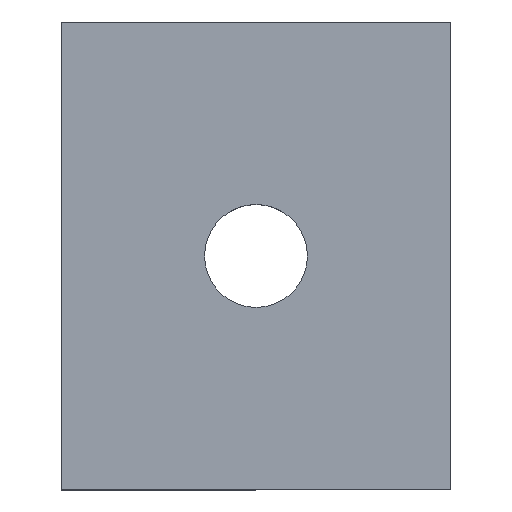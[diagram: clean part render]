
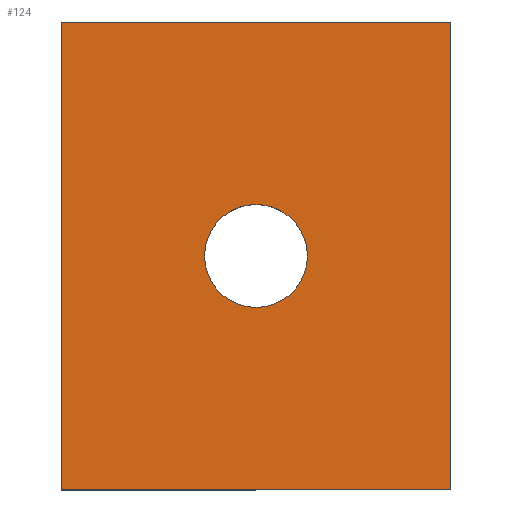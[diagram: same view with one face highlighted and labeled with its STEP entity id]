
A CAD part, top view. The second image highlights one B-rep face of the part: STEP entity #124.
In plain terms, the highlighted planar face has unit normal (0, 0, 1).
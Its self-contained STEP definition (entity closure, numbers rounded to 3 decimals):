
#3 = AXIS2_PLACEMENT_3D ( 'NONE', #176, #130, #133 ) ;
#10 = VECTOR ( 'NONE', #227, 1000. ) ;
#13 = VERTEX_POINT ( 'NONE', #186 ) ;
#17 = CARTESIAN_POINT ( 'NONE',  ( 0., 30., 5. ) ) ;
#23 = EDGE_LOOP ( 'NONE', ( #144, #232 ) ) ;
#35 = DIRECTION ( 'NONE',  ( 1., 0., 0. ) ) ;
#44 = CARTESIAN_POINT ( 'NONE',  ( 0., 0., 5. ) ) ;
#45 = CARTESIAN_POINT ( 'NONE',  ( 9.2, 15., 5. ) ) ;
#47 = EDGE_LOOP ( 'NONE', ( #110, #203, #168, #264 ) ) ;
#53 = CARTESIAN_POINT ( 'NONE',  ( 0., 0., 5. ) ) ;
#56 = CARTESIAN_POINT ( 'NONE',  ( 0., 0., 5. ) ) ;
#59 = LINE ( 'NONE', #56, #217 ) ;
#62 = DIRECTION ( 'NONE',  ( 0., -1., 0. ) ) ;
#65 = CARTESIAN_POINT ( 'NONE',  ( 25., 0., 5. ) ) ;
#70 = EDGE_CURVE ( 'NONE', #205, #188, #107, .T. ) ;
#76 = CIRCLE ( 'NONE', #88, 3.3 ) ;
#82 = DIRECTION ( 'NONE',  ( 1., 0., 0. ) ) ;
#88 = AXIS2_PLACEMENT_3D ( 'NONE', #118, #127, #138 ) ;
#107 = LINE ( 'NONE', #216, #10 ) ;
#110 = ORIENTED_EDGE ( 'NONE', *, *, #159, .T. ) ;
#111 = CARTESIAN_POINT ( 'NONE',  ( 12.5, 15., 5. ) ) ;
#113 = DIRECTION ( 'NONE',  ( 0., 0., 1. ) ) ;
#118 = CARTESIAN_POINT ( 'NONE',  ( 12.5, 15., 5. ) ) ;
#123 = CARTESIAN_POINT ( 'NONE',  ( 25., 30., 5. ) ) ;
#124 = ADVANCED_FACE ( 'NONE', ( #272, #248 ), #140, .F. ) ;
#127 = DIRECTION ( 'NONE',  ( 0., 0., 1. ) ) ;
#130 = DIRECTION ( 'NONE',  ( 0., 0., -1. ) ) ;
#133 = DIRECTION ( 'NONE',  ( -1., 0., 0. ) ) ;
#138 = DIRECTION ( 'NONE',  ( 1., 0., 0. ) ) ;
#140 = PLANE ( 'NONE',  #3 ) ;
#144 = ORIENTED_EDGE ( 'NONE', *, *, #184, .F. ) ;
#156 = VERTEX_POINT ( 'NONE', #44 ) ;
#159 = EDGE_CURVE ( 'NONE', #234, #156, #59, .T. ) ;
#166 = LINE ( 'NONE', #53, #247 ) ;
#168 = ORIENTED_EDGE ( 'NONE', *, *, #70, .T. ) ;
#176 = CARTESIAN_POINT ( 'NONE',  ( 0., 0., 5. ) ) ;
#184 = EDGE_CURVE ( 'NONE', #221, #13, #207, .T. ) ;
#186 = CARTESIAN_POINT ( 'NONE',  ( 15.8, 15., 5. ) ) ;
#188 = VERTEX_POINT ( 'NONE', #123 ) ;
#203 = ORIENTED_EDGE ( 'NONE', *, *, #212, .T. ) ;
#205 = VERTEX_POINT ( 'NONE', #65 ) ;
#206 = DIRECTION ( 'NONE',  ( -1., 0., 0. ) ) ;
#207 = CIRCLE ( 'NONE', #238, 3.3 ) ;
#211 = CARTESIAN_POINT ( 'NONE',  ( 0., 30., 5. ) ) ;
#212 = EDGE_CURVE ( 'NONE', #156, #205, #166, .T. ) ;
#216 = CARTESIAN_POINT ( 'NONE',  ( 25., 0., 5. ) ) ;
#217 = VECTOR ( 'NONE', #62, 1000. ) ;
#221 = VERTEX_POINT ( 'NONE', #45 ) ;
#226 = EDGE_CURVE ( 'NONE', #188, #234, #258, .T. ) ;
#227 = DIRECTION ( 'NONE',  ( 0., 1., 0. ) ) ;
#232 = ORIENTED_EDGE ( 'NONE', *, *, #237, .F. ) ;
#234 = VERTEX_POINT ( 'NONE', #211 ) ;
#237 = EDGE_CURVE ( 'NONE', #13, #221, #76, .T. ) ;
#238 = AXIS2_PLACEMENT_3D ( 'NONE', #111, #113, #82 ) ;
#247 = VECTOR ( 'NONE', #35, 1000. ) ;
#248 = FACE_BOUND ( 'NONE', #23, .T. ) ;
#258 = LINE ( 'NONE', #17, #262 ) ;
#262 = VECTOR ( 'NONE', #206, 1000. ) ;
#264 = ORIENTED_EDGE ( 'NONE', *, *, #226, .T. ) ;
#272 = FACE_OUTER_BOUND ( 'NONE', #47, .T. ) ;
